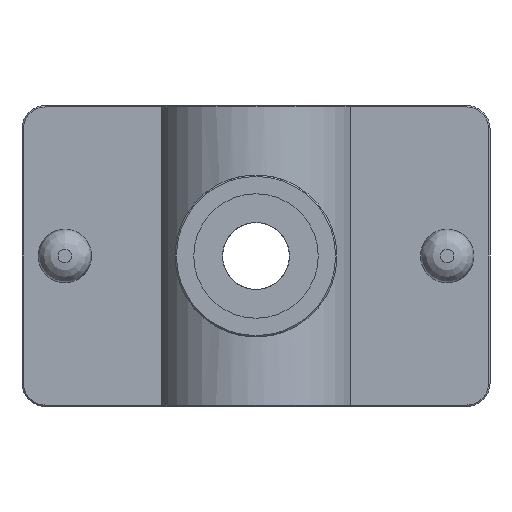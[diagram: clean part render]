
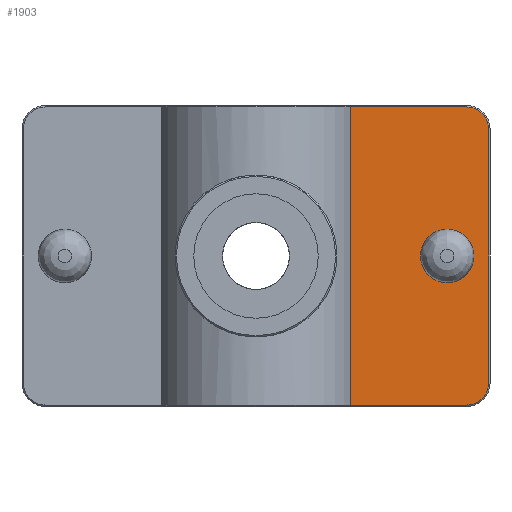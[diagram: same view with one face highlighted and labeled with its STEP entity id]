
A CAD part, front view. The second image highlights one B-rep face of the part: STEP entity #1903.
In plain terms, the highlighted planar face has unit normal (0, -1, 0).
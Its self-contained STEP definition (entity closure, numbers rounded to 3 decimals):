
#113=LINE('',#3213,#265);
#123=LINE('',#3250,#275);
#126=LINE('',#3257,#278);
#127=LINE('',#3259,#279);
#265=VECTOR('',#2424,17.358);
#275=VECTOR('',#2458,38.);
#278=VECTOR('',#2467,17.358);
#279=VECTOR('',#2470,44.6);
#375=PLANE('',#2069);
#436=CIRCLE('',#1970,4.);
#474=CIRCLE('',#2064,3.3);
#475=CIRCLE('',#2067,3.3);
#522=FACE_BOUND('',#749,.T.);
#614=FACE_OUTER_BOUND('',#748,.T.);
#748=EDGE_LOOP('',(#1551,#1552,#1553,#1554,#1555,#1556));
#749=EDGE_LOOP('',(#1557));
#859=VERTEX_POINT('',#2871);
#943=VERTEX_POINT('',#3199);
#945=VERTEX_POINT('',#3211);
#946=VERTEX_POINT('',#3212);
#952=VERTEX_POINT('',#3245);
#953=VERTEX_POINT('',#3249);
#954=VERTEX_POINT('',#3253);
#1033=EDGE_CURVE('',#859,#859,#436,.T.);
#1158=EDGE_CURVE('',#945,#946,#113,.T.);
#1173=EDGE_CURVE('',#946,#952,#474,.T.);
#1174=EDGE_CURVE('',#952,#953,#123,.T.);
#1177=EDGE_CURVE('',#953,#954,#475,.T.);
#1178=EDGE_CURVE('',#954,#943,#126,.T.);
#1179=EDGE_CURVE('',#943,#945,#127,.T.);
#1551=ORIENTED_EDGE('',*,*,#1178,.F.);
#1552=ORIENTED_EDGE('',*,*,#1177,.F.);
#1553=ORIENTED_EDGE('',*,*,#1174,.F.);
#1554=ORIENTED_EDGE('',*,*,#1173,.F.);
#1555=ORIENTED_EDGE('',*,*,#1158,.F.);
#1556=ORIENTED_EDGE('',*,*,#1179,.F.);
#1557=ORIENTED_EDGE('',*,*,#1033,.T.);
#1903=ADVANCED_FACE('',(#614,#522),#375,.T.);
#1970=AXIS2_PLACEMENT_3D('',#2872,#2178,#2179);
#2064=AXIS2_PLACEMENT_3D('',#3247,#2454,#2455);
#2067=AXIS2_PLACEMENT_3D('',#3255,#2463,#2464);
#2069=AXIS2_PLACEMENT_3D('',#3258,#2468,#2469);
#2178=DIRECTION('center_axis',(0.,1.,0.));
#2179=DIRECTION('ref_axis',(-1.,0.,0.));
#2424=DIRECTION('',(1.,0.,0.));
#2454=DIRECTION('center_axis',(0.,1.,0.));
#2455=DIRECTION('ref_axis',(0.707,0.,0.707));
#2458=DIRECTION('',(0.,0.,-1.));
#2463=DIRECTION('center_axis',(0.,1.,0.));
#2464=DIRECTION('ref_axis',(0.707,0.,-0.707));
#2467=DIRECTION('',(-1.,0.,0.));
#2468=DIRECTION('center_axis',(0.,-1.,0.));
#2469=DIRECTION('ref_axis',(1.,0.,0.));
#2470=DIRECTION('',(0.,0.,1.));
#2871=CARTESIAN_POINT('',(32.6,-5.,0.));
#2872=CARTESIAN_POINT('Origin',(28.6,-5.,0.));
#3199=CARTESIAN_POINT('',(14.142,-5.,-22.3));
#3211=CARTESIAN_POINT('',(14.142,-5.,22.3));
#3212=CARTESIAN_POINT('',(31.5,-5.,22.3));
#3213=CARTESIAN_POINT('',(-5.458,-5.,22.3));
#3245=CARTESIAN_POINT('',(34.8,-5.,19.));
#3247=CARTESIAN_POINT('Origin',(31.5,-5.,19.));
#3249=CARTESIAN_POINT('',(34.8,-5.,-19.));
#3250=CARTESIAN_POINT('',(34.8,-5.,0.));
#3253=CARTESIAN_POINT('',(31.5,-5.,-22.3));
#3255=CARTESIAN_POINT('Origin',(31.5,-5.,-19.));
#3257=CARTESIAN_POINT('',(-5.458,-5.,-22.3));
#3258=CARTESIAN_POINT('Origin',(14.142,-5.,0.));
#3259=CARTESIAN_POINT('',(14.142,-5.,0.));
